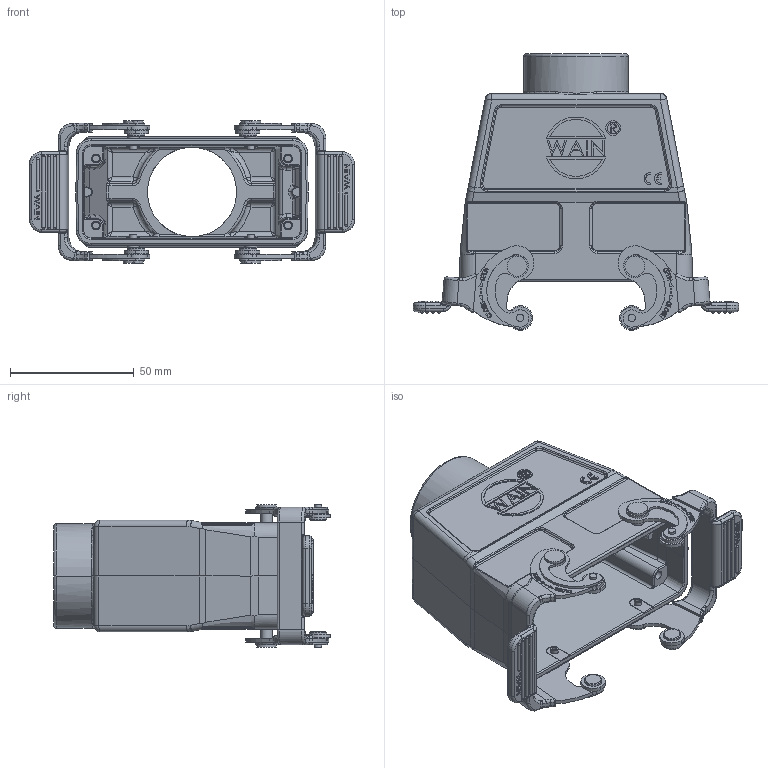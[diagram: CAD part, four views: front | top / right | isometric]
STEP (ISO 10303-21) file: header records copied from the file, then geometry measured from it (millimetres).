
FILE_DESCRIPTION(/* description */ (''),/* implementation_level */ '2;1');
FILE_NAME(/* name */ '3D_1240164415005_HV16B-TEH-2L_SC-M40_V1.1.stp',/* time_stamp */ '2024-01-06T09:06:53+08:00',/* author */ (''),/* organization */ (''),/* preprocessor_version */ 'ST-DEVELOPER v18.1',/* originating_system */ 'SIEMENS PLM Software NX 1980',/* authorisation */ '');
FILE_SCHEMA (('AUTOMOTIVE_DESIGN { 1 0 10303 214 3 1 1 1 }'));
Products named in the file (1): 14590F483B6Atesu
Bounding box: 131.3 x 111.46 x 57.4 mm (x, y, z)
Volume: 91483.6 mm3; surface area: 59824.4 mm2
Topology: 9 solids, 9 shells, 1842 faces, 4822 edges, 3109 vertices
Faces by surface type: plane 836, cylinder 535, torus 194, bspline 95, extrusion 87, cone 51, sphere 44
Full cylindrical faces by diameter (mm): 1.9 x4, 3 x8, 4.9 x4, 5 x2, 8 x4, 36 x1, 38.6 x1
Entity records: 66582 total; most frequent: CARTESIAN_POINT 23319, ORIENTED_EDGE 9454, DIRECTION 8053, EDGE_CURVE 4727, VERTEX_POINT 3102, AXIS2_PLACEMENT_3D 2838, VECTOR 2377, LINE 2290
